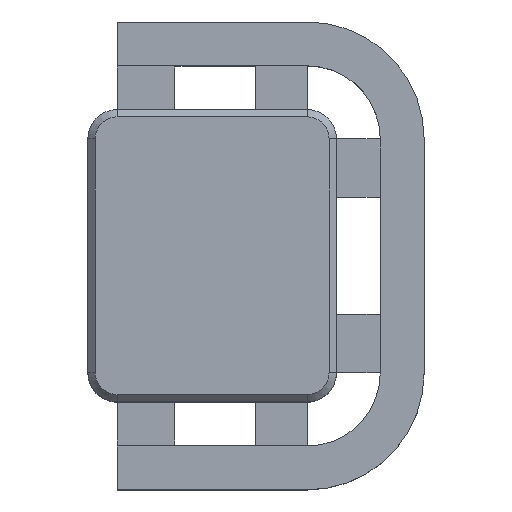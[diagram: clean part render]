
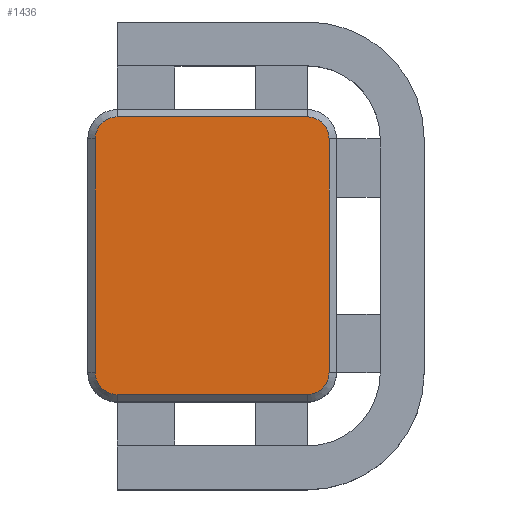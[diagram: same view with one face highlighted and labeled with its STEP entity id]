
A CAD part, top view. The second image highlights one B-rep face of the part: STEP entity #1436.
In plain terms, the highlighted planar face has unit normal (0, 0, 1).
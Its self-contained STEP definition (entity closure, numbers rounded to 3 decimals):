
#49=CIRCLE('',#1538,1.5);
#51=CIRCLE('',#1542,1.5);
#53=CIRCLE('',#1546,1.5);
#55=CIRCLE('',#1550,1.5);
#148=FACE_OUTER_BOUND('',#227,.T.);
#227=EDGE_LOOP('',(#1240,#1241,#1242,#1243,#1244,#1245,#1246,#1247));
#364=LINE('',#2276,#528);
#369=LINE('',#2290,#533);
#373=LINE('',#2302,#537);
#377=LINE('',#2314,#541);
#528=VECTOR('',#1850,10.);
#533=VECTOR('',#1863,10.);
#537=VECTOR('',#1875,10.);
#541=VECTOR('',#1887,10.);
#666=VERTEX_POINT('',#2273);
#667=VERTEX_POINT('',#2275);
#670=VERTEX_POINT('',#2282);
#672=VERTEX_POINT('',#2288);
#674=VERTEX_POINT('',#2294);
#676=VERTEX_POINT('',#2300);
#678=VERTEX_POINT('',#2306);
#680=VERTEX_POINT('',#2312);
#848=EDGE_CURVE('',#666,#667,#364,.T.);
#852=EDGE_CURVE('',#670,#666,#49,.T.);
#855=EDGE_CURVE('',#672,#670,#369,.T.);
#858=EDGE_CURVE('',#674,#672,#51,.T.);
#861=EDGE_CURVE('',#676,#674,#373,.T.);
#864=EDGE_CURVE('',#678,#676,#53,.T.);
#867=EDGE_CURVE('',#680,#678,#377,.T.);
#869=EDGE_CURVE('',#667,#680,#55,.T.);
#1240=ORIENTED_EDGE('',*,*,#848,.F.);
#1241=ORIENTED_EDGE('',*,*,#852,.F.);
#1242=ORIENTED_EDGE('',*,*,#855,.F.);
#1243=ORIENTED_EDGE('',*,*,#858,.F.);
#1244=ORIENTED_EDGE('',*,*,#861,.F.);
#1245=ORIENTED_EDGE('',*,*,#864,.F.);
#1246=ORIENTED_EDGE('',*,*,#867,.F.);
#1247=ORIENTED_EDGE('',*,*,#869,.F.);
#1368=PLANE('',#1558);
#1436=ADVANCED_FACE('',(#148),#1368,.T.);
#1538=AXIS2_PLACEMENT_3D('',#2284,#1856,#1857);
#1542=AXIS2_PLACEMENT_3D('',#2296,#1868,#1869);
#1546=AXIS2_PLACEMENT_3D('',#2308,#1880,#1881);
#1550=AXIS2_PLACEMENT_3D('',#2317,#1891,#1892);
#1558=AXIS2_PLACEMENT_3D('',#2335,#1914,#1915);
#1850=DIRECTION('',(0.,-1.,0.));
#1856=DIRECTION('center_axis',(0.,0.,-1.));
#1857=DIRECTION('ref_axis',(1.,0.,0.));
#1863=DIRECTION('',(1.,0.,0.));
#1868=DIRECTION('center_axis',(0.,0.,-1.));
#1869=DIRECTION('ref_axis',(0.,1.,0.));
#1875=DIRECTION('',(0.,1.,0.));
#1880=DIRECTION('center_axis',(0.,0.,-1.));
#1881=DIRECTION('ref_axis',(-1.,0.,0.));
#1887=DIRECTION('',(-1.,0.,0.));
#1891=DIRECTION('center_axis',(0.,0.,-1.));
#1892=DIRECTION('ref_axis',(0.,-1.,0.));
#1914=DIRECTION('center_axis',(0.,0.,1.));
#1915=DIRECTION('ref_axis',(1.,0.,0.));
#2273=CARTESIAN_POINT('',(16.5,18.,12.));
#2275=CARTESIAN_POINT('',(16.5,2.,12.));
#2276=CARTESIAN_POINT('',(16.5,6.,12.));
#2282=CARTESIAN_POINT('',(15.,19.5,12.));
#2284=CARTESIAN_POINT('Origin',(15.,18.,12.));
#2288=CARTESIAN_POINT('',(2.,19.5,12.));
#2290=CARTESIAN_POINT('',(11.75,19.5,12.));
#2294=CARTESIAN_POINT('',(0.5,18.,12.));
#2296=CARTESIAN_POINT('Origin',(2.,18.,12.));
#2300=CARTESIAN_POINT('',(0.5,2.,12.));
#2302=CARTESIAN_POINT('',(0.5,14.,12.));
#2306=CARTESIAN_POINT('',(2.,0.5,12.));
#2308=CARTESIAN_POINT('Origin',(2.,2.,12.));
#2312=CARTESIAN_POINT('',(15.,0.5,12.));
#2314=CARTESIAN_POINT('',(5.25,0.5,12.));
#2317=CARTESIAN_POINT('Origin',(15.,2.,12.));
#2335=CARTESIAN_POINT('Origin',(8.5,10.,12.));
